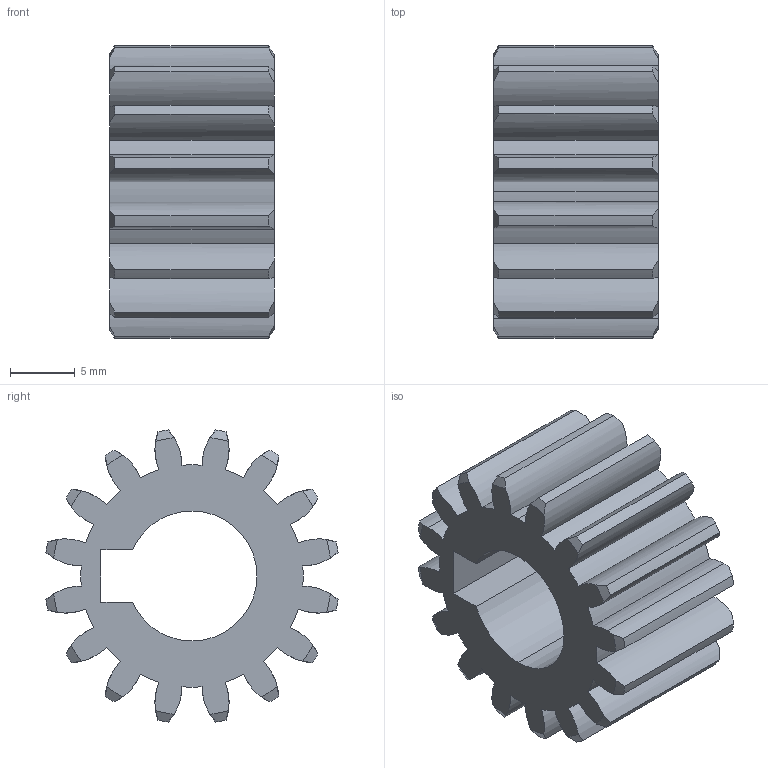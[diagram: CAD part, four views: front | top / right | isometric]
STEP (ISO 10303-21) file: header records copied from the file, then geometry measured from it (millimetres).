
FILE_DESCRIPTION (( 'STEP AP203' ), '1' );
FILE_NAME ('16T 10mm Key Bore.STEP', '2012-06-26T15:52:10', ( 'User' ), ( '' ), 'SwSTEP 2.0', 'SolidWorks 2010', '' );
FILE_SCHEMA (( 'CONFIG_CONTROL_DESIGN' ));
Length unit declared in the file: inch
Products named in the file (1): 16T 10mm Key Bore
Bounding box: 12.7 x 22.57 x 22.57 mm (x, y, z)
Volume: 2796.1 mm3; surface area: 2585.4 mm2
Topology: 1 solids, 1 shells, 109 faces, 321 edges, 214 vertices
Faces by surface type: cylinder 72, cone 32, plane 5
Entity records: 3878 total; most frequent: CARTESIAN_POINT 837, DIRECTION 653, ORIENTED_EDGE 642, EDGE_CURVE 321, AXIS2_PLACEMENT_3D 286, VERTEX_POINT 214, CIRCLE 176, EDGE_LOOP 111
